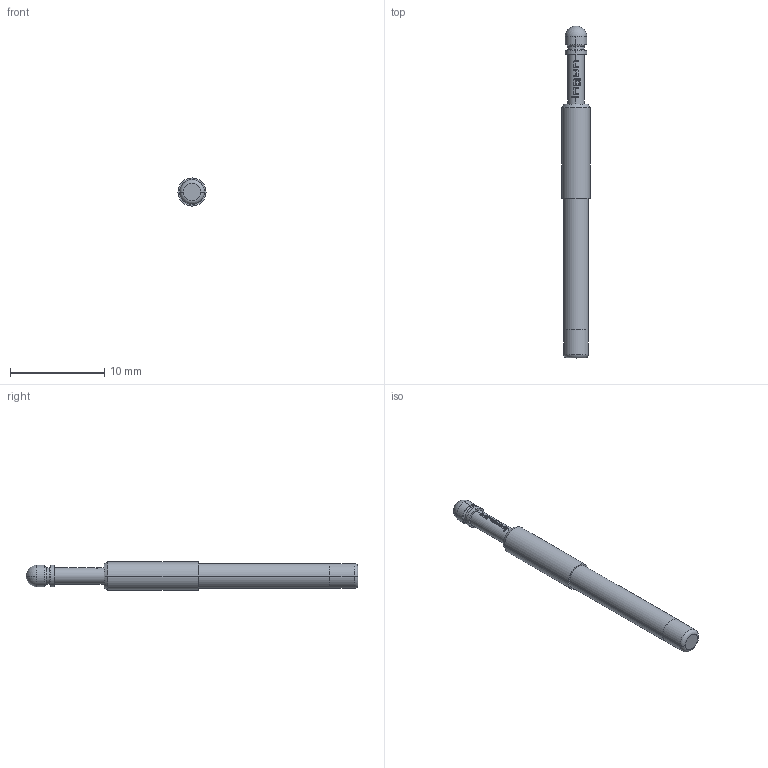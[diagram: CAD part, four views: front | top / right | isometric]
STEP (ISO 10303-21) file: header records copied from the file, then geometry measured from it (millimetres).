
FILE_DESCRIPTION (( 'STEP AP203' ), '1' );
FILE_NAME ('INGUN_HSS-120_305_230_A_xx10.STEP', '2022-02-04T08:55:58', ( 'ochi' ), ( '' ), 'SwSTEP 2.0', 'SolidWorks 2018', '' );
FILE_SCHEMA (( 'CONFIG_CONTROL_DESIGN' ));
Length unit declared in the file: millimetre
Products named in the file (1): INGUN_HSS-120_305_230_A_xx10
Bounding box: 3 x 35.3 x 3 mm (x, y, z)
Volume: 187 mm3; surface area: 299.2 mm2
Topology: 1 solids, 1 shells, 103 faces, 277 edges, 181 vertices
Faces by surface type: plane 47, cylinder 24, bspline 22, torus 6, sphere 2, cone 2
Entity records: 3596 total; most frequent: CARTESIAN_POINT 1080, ORIENTED_EDGE 550, DIRECTION 457, EDGE_CURVE 275, AXIS2_PLACEMENT_3D 186, VERTEX_POINT 181, EDGE_LOOP 110, CIRCLE 104
